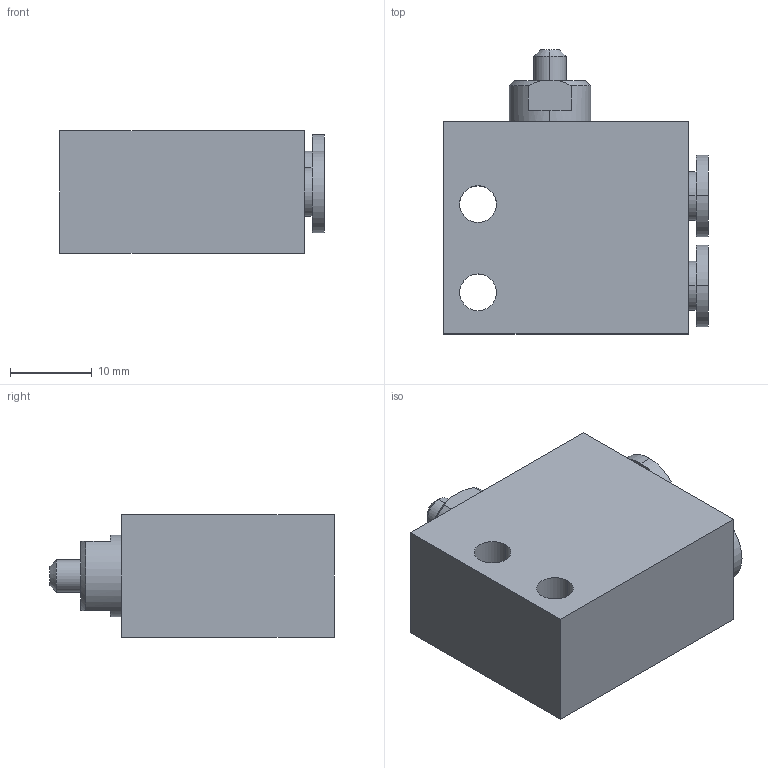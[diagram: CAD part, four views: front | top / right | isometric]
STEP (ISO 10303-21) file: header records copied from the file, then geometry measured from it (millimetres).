
FILE_DESCRIPTION (( 'STEP AP214' ), '1' );
FILE_NAME ('EVP-AS-PL.step', '2018-03-21T19:06:25', ( '' ), ( '' ), 'SwSTEP 2.0', 'SolidWorks 2017', '' );
FILE_SCHEMA (( 'AUTOMOTIVE_DESIGN' ));
Length unit declared in the file: inch
Products named in the file (1): EVP-AS-PL
Bounding box: 32.4 x 34.8 x 15 mm (x, y, z)
Volume: 11789.6 mm3; surface area: 4294.7 mm2
Topology: 1 solids, 1 shells, 53 faces, 120 edges, 78 vertices
Faces by surface type: cylinder 27, plane 22, cone 4
Entity records: 2295 total; most frequent: CARTESIAN_POINT 310, DIRECTION 284, ORIENTED_EDGE 240, EDGE_CURVE 120, AXIS2_PLACEMENT_3D 116, VERTEX_POINT 78, EDGE_LOOP 68, CIRCLE 62
